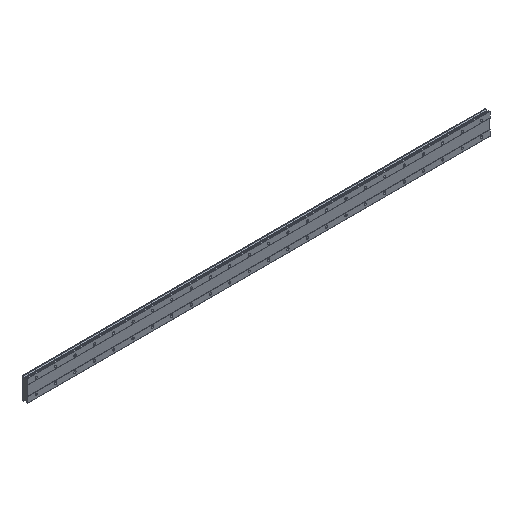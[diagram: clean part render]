
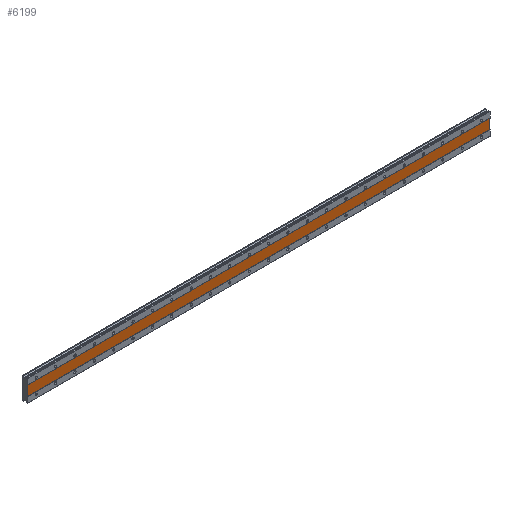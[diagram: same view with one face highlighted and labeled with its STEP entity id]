
A CAD part, isometric view. The second image highlights one B-rep face of the part: STEP entity #6199.
In plain terms, the highlighted planar face has unit normal (0, -1, 0).
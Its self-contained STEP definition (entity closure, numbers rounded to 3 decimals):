
#53 = DIRECTION ( 'NONE',  ( 0., 0., 1. ) ) ;
#79 = VECTOR ( 'NONE', #3877, 1000. ) ;
#406 = ORIENTED_EDGE ( 'NONE', *, *, #4937, .F. ) ;
#480 = CARTESIAN_POINT ( 'NONE',  ( -35., 1., -20. ) ) ;
#855 = ORIENTED_EDGE ( 'NONE', *, *, #2579, .F. ) ;
#959 = DIRECTION ( 'NONE',  ( 0., 1., 0. ) ) ;
#1017 = VERTEX_POINT ( 'NONE', #3655 ) ;
#1140 = EDGE_CURVE ( 'NONE', #1852, #1017, #7922, .T. ) ;
#1265 = VERTEX_POINT ( 'NONE', #5198 ) ;
#1309 = CARTESIAN_POINT ( 'NONE',  ( -35., 1., 20. ) ) ;
#1550 = DIRECTION ( 'NONE',  ( 1., 0., 0. ) ) ;
#1652 = VECTOR ( 'NONE', #1550, 1000. ) ;
#1852 = VERTEX_POINT ( 'NONE', #480 ) ;
#2334 = ORIENTED_EDGE ( 'NONE', *, *, #1140, .F. ) ;
#2431 = DIRECTION ( 'NONE',  ( 0., 0., 1. ) ) ;
#2538 = DIRECTION ( 'NONE',  ( 0., 0., -1. ) ) ;
#2579 = EDGE_CURVE ( 'NONE', #3029, #1265, #4610, .T. ) ;
#3029 = VERTEX_POINT ( 'NONE', #5978 ) ;
#3204 = CARTESIAN_POINT ( 'NONE',  ( 1875., 1., 20. ) ) ;
#3655 = CARTESIAN_POINT ( 'NONE',  ( -35., 1., 20. ) ) ;
#3765 = ORIENTED_EDGE ( 'NONE', *, *, #7037, .F. ) ;
#3843 = AXIS2_PLACEMENT_3D ( 'NONE', #6271, #959, #2431 ) ;
#3877 = DIRECTION ( 'NONE',  ( -1., 0., 0. ) ) ;
#4245 = PLANE ( 'NONE',  #3843 ) ;
#4306 = CARTESIAN_POINT ( 'NONE',  ( 1875., 1., 20. ) ) ;
#4490 = CARTESIAN_POINT ( 'NONE',  ( 1875., 1., -20. ) ) ;
#4610 = LINE ( 'NONE', #3204, #8483 ) ;
#4937 = EDGE_CURVE ( 'NONE', #1265, #1852, #5989, .T. ) ;
#5198 = CARTESIAN_POINT ( 'NONE',  ( 1875., 1., -20. ) ) ;
#5692 = EDGE_LOOP ( 'NONE', ( #406, #855, #3765, #2334 ) ) ;
#5881 = VECTOR ( 'NONE', #53, 1000. ) ;
#5978 = CARTESIAN_POINT ( 'NONE',  ( 1875., 1., 20. ) ) ;
#5989 = LINE ( 'NONE', #4490, #79 ) ;
#6199 = ADVANCED_FACE ( 'NONE', ( #6901 ), #4245, .F. ) ;
#6271 = CARTESIAN_POINT ( 'NONE',  ( 1875., 1., 20. ) ) ;
#6901 = FACE_OUTER_BOUND ( 'NONE', #5692, .T. ) ;
#7037 = EDGE_CURVE ( 'NONE', #1017, #3029, #8205, .T. ) ;
#7922 = LINE ( 'NONE', #1309, #5881 ) ;
#8205 = LINE ( 'NONE', #4306, #1652 ) ;
#8483 = VECTOR ( 'NONE', #2538, 1000. ) ;
